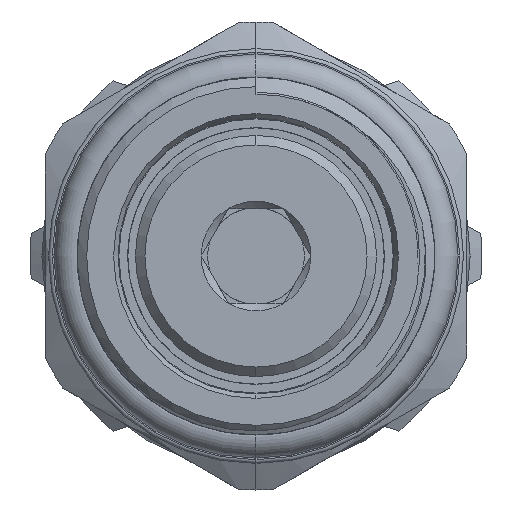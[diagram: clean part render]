
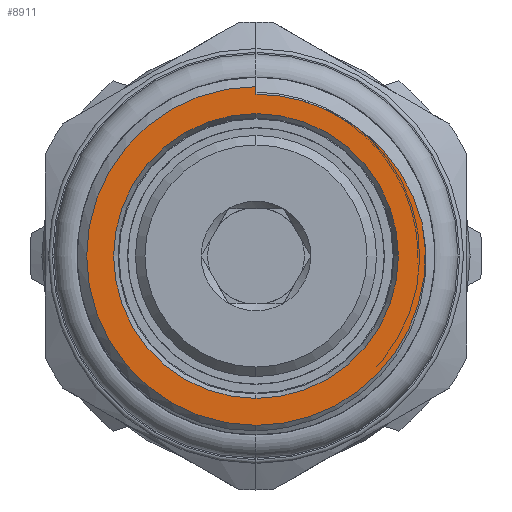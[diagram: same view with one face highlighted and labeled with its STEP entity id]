
A CAD part, left-side view. The second image highlights one B-rep face of the part: STEP entity #8911.
In plain terms, the highlighted planar face has unit normal (-1, 0, 0).
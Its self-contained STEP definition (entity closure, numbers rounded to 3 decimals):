
#61 = EDGE_LOOP ( 'NONE', ( #287, #286 ) ) ;
#286 = ORIENTED_EDGE ( 'NONE', *, *, #9563, .F. ) ;
#287 = ORIENTED_EDGE ( 'NONE', *, *, #9937, .F. ) ;
#288 = ORIENTED_EDGE ( 'NONE', *, *, #9936, .T. ) ;
#289 = ORIENTED_EDGE ( 'NONE', *, *, #9523, .T. ) ;
#290 = ORIENTED_EDGE ( 'NONE', *, *, #9935, .T. ) ;
#291 = ORIENTED_EDGE ( 'NONE', *, *, #9934, .T. ) ;
#292 = ORIENTED_EDGE ( 'NONE', *, *, #9933, .T. ) ;
#2732 = DIRECTION ( 'NONE',  ( 0., 0., 1. ) ) ;
#2733 = DIRECTION ( 'NONE',  ( -1., 0., 0. ) ) ;
#2734 = CARTESIAN_POINT ( 'NONE',  ( 0., 0., 0. ) ) ;
#2880 = DIRECTION ( 'NONE',  ( 0., 0., -1. ) ) ;
#2882 = DIRECTION ( 'NONE',  ( -1., 0., 0. ) ) ;
#2883 = CARTESIAN_POINT ( 'NONE',  ( 0., 0., 0. ) ) ;
#3153 = FACE_OUTER_BOUND ( 'NONE', #5211, .T. ) ;
#3159 = FACE_BOUND ( 'NONE', #61, .T. ) ;
#3311 = CIRCLE ( 'NONE', #7222, 8.92 ) ;
#3366 = CIRCLE ( 'NONE', #7240, 7.5 ) ;
#3766 = CIRCLE ( 'NONE', #7418, 8.92 ) ;
#3767 = LINE ( 'NONE', #5587, #3768 ) ;
#3768 = VECTOR ( 'NONE', #5314, 1000. ) ;
#3770 = CIRCLE ( 'NONE', #7419, 7.5 ) ;
#4046 = B_SPLINE_CURVE_WITH_KNOTS ( 'NONE', 3,
 ( #5341, #5348, #5336, #5333, #5325, #5324, #5323, #5318, #6297, #5316 ),
 .UNSPECIFIED., .F., .F.,
 ( 4, 2, 2, 2, 4 ),
 ( 0., 0.001, 0.003, 0.004, 0.006 ),
 .UNSPECIFIED. ) ;
#4085 = B_SPLINE_CURVE_WITH_KNOTS ( 'NONE', 3,
 ( #5306, #5305, #5287, #5351, #5285, #5284, #5280, #5277, #5282, #5276, #5299, #5271 ),
 .UNSPECIFIED., .F., .F.,
 ( 4, 2, 2, 2, 2, 4 ),
 ( 0.013, 0.015, 0.016, 0.016, 0.018, 0.019 ),
 .UNSPECIFIED. ) ;
#4560 = VERTEX_POINT ( 'NONE', #7751 ) ;
#4615 = VERTEX_POINT ( 'NONE', #7687 ) ;
#4652 = VERTEX_POINT ( 'NONE', #7638 ) ;
#4654 = VERTEX_POINT ( 'NONE', #7636 ) ;
#4773 = VERTEX_POINT ( 'NONE', #6645 ) ;
#4776 = VERTEX_POINT ( 'NONE', #6641 ) ;
#4780 = VERTEX_POINT ( 'NONE', #6636 ) ;
#5211 = EDGE_LOOP ( 'NONE', ( #292, #291, #290, #289, #288 ) ) ;
#5260 = DIRECTION ( 'NONE',  ( 0., 0., 1. ) ) ;
#5262 = DIRECTION ( 'NONE',  ( 0., 0., -1. ) ) ;
#5266 = CARTESIAN_POINT ( 'NONE',  ( 0., 0., 0. ) ) ;
#5270 = DIRECTION ( 'NONE',  ( -1., 0., 0. ) ) ;
#5271 = CARTESIAN_POINT ( 'NONE',  ( 0., -5.414, 6.711 ) ) ;
#5276 = CARTESIAN_POINT ( 'NONE',  ( 0., -6.217, 6.072 ) ) ;
#5277 = CARTESIAN_POINT ( 'NONE',  ( 0., -7.242, 4.938 ) ) ;
#5280 = CARTESIAN_POINT ( 'NONE',  ( 0., -7.661, 4.306 ) ) ;
#5282 = CARTESIAN_POINT ( 'NONE',  ( 0., -6.926, 5.333 ) ) ;
#5284 = CARTESIAN_POINT ( 'NONE',  ( 0., -7.792, 4.089 ) ) ;
#5285 = CARTESIAN_POINT ( 'NONE',  ( 0., -8.036, 3.644 ) ) ;
#5287 = CARTESIAN_POINT ( 'NONE',  ( 0., -8.46, 2.712 ) ) ;
#5298 = CARTESIAN_POINT ( 'NONE',  ( 0., 0., 0. ) ) ;
#5299 = CARTESIAN_POINT ( 'NONE',  ( 0., -5.83, 6.41 ) ) ;
#5304 = DIRECTION ( 'NONE',  ( -1., 0., 0. ) ) ;
#5305 = CARTESIAN_POINT ( 'NONE',  ( 0., -8.625, 2.233 ) ) ;
#5306 = CARTESIAN_POINT ( 'NONE',  ( 0., -8.748, 1.742 ) ) ;
#5314 = DIRECTION ( 'NONE',  ( 0., 0., 1. ) ) ;
#5316 = CARTESIAN_POINT ( 'NONE',  ( 0., 0., 8.522 ) ) ;
#5318 = CARTESIAN_POINT ( 'NONE',  ( 0., -0.966, 8.482 ) ) ;
#5323 = CARTESIAN_POINT ( 'NONE',  ( 0., -1.922, 8.324 ) ) ;
#5324 = CARTESIAN_POINT ( 'NONE',  ( 0., -2.394, 8.205 ) ) ;
#5325 = CARTESIAN_POINT ( 'NONE',  ( 0., -3.309, 7.896 ) ) ;
#5333 = CARTESIAN_POINT ( 'NONE',  ( 0., -3.756, 7.703 ) ) ;
#5336 = CARTESIAN_POINT ( 'NONE',  ( 0., -4.611, 7.253 ) ) ;
#5341 = CARTESIAN_POINT ( 'NONE',  ( 0., -5.414, 6.711 ) ) ;
#5348 = CARTESIAN_POINT ( 'NONE',  ( 0., -5.021, 6.995 ) ) ;
#5351 = CARTESIAN_POINT ( 'NONE',  ( 0., -8.15, 3.414 ) ) ;
#5587 = CARTESIAN_POINT ( 'NONE',  ( 0., 0., 0. ) ) ;
#5694 = DIRECTION ( 'NONE',  ( 0., 0., -1. ) ) ;
#5695 = DIRECTION ( 'NONE',  ( 1., 0., 0. ) ) ;
#5698 = PLANE ( 'NONE',  #7147 ) ;
#5704 = CARTESIAN_POINT ( 'NONE',  ( 0., 0., 0. ) ) ;
#6297 = CARTESIAN_POINT ( 'NONE',  ( 0., -0.485, 8.522 ) ) ;
#6636 = CARTESIAN_POINT ( 'NONE',  ( 0., 0., 8.92 ) ) ;
#6641 = CARTESIAN_POINT ( 'NONE',  ( 0., -5.414, 6.711 ) ) ;
#6645 = CARTESIAN_POINT ( 'NONE',  ( 0., 0., 8.522 ) ) ;
#7147 = AXIS2_PLACEMENT_3D ( 'NONE', #5704, #5695, #5694 ) ;
#7222 = AXIS2_PLACEMENT_3D ( 'NONE', #2883, #2882, #2880 ) ;
#7240 = AXIS2_PLACEMENT_3D ( 'NONE', #2734, #2733, #2732 ) ;
#7418 = AXIS2_PLACEMENT_3D ( 'NONE', #5298, #5304, #5262 ) ;
#7419 = AXIS2_PLACEMENT_3D ( 'NONE', #5266, #5270, #5260 ) ;
#7636 = CARTESIAN_POINT ( 'NONE',  ( 0., 0., 7.5 ) ) ;
#7638 = CARTESIAN_POINT ( 'NONE',  ( 0., 0., -7.5 ) ) ;
#7687 = CARTESIAN_POINT ( 'NONE',  ( 0., 0., -8.92 ) ) ;
#7751 = CARTESIAN_POINT ( 'NONE',  ( 0., -8.748, 1.742 ) ) ;
#8911 = ADVANCED_FACE ( 'NONE', ( #3153, #3159 ), #5698, .F. ) ;
#9523 = EDGE_CURVE ( 'NONE', #4615, #4560, #3311, .T. ) ;
#9563 = EDGE_CURVE ( 'NONE', #4652, #4654, #3366, .T. ) ;
#9933 = EDGE_CURVE ( 'NONE', #4776, #4773, #4046, .T. ) ;
#9934 = EDGE_CURVE ( 'NONE', #4773, #4780, #3767, .T. ) ;
#9935 = EDGE_CURVE ( 'NONE', #4780, #4615, #3766, .T. ) ;
#9936 = EDGE_CURVE ( 'NONE', #4560, #4776, #4085, .T. ) ;
#9937 = EDGE_CURVE ( 'NONE', #4654, #4652, #3770, .T. ) ;
